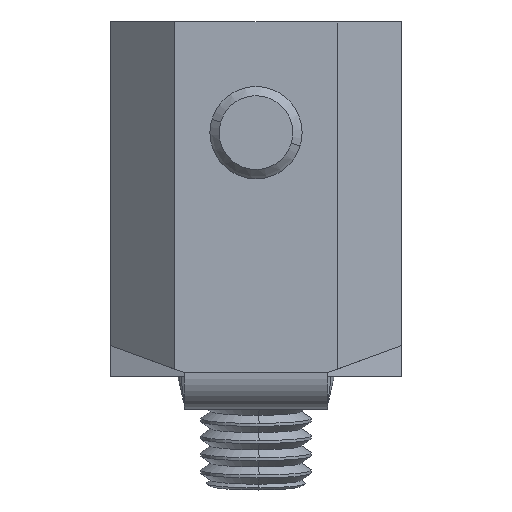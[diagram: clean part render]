
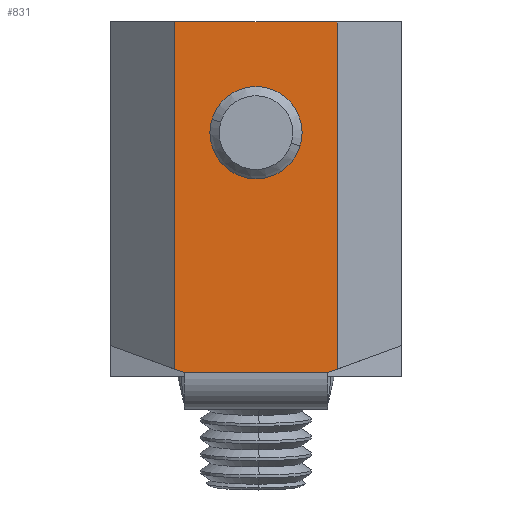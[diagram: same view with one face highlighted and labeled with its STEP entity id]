
A CAD part, front view. The second image highlights one B-rep face of the part: STEP entity #831.
In plain terms, the highlighted planar face has unit normal (0, -1, 0).
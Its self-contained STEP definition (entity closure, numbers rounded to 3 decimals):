
#65 = VECTOR ( 'NONE', #1283, 1000. ) ;
#518 = DIRECTION ( 'NONE',  ( 0., 0., 1. ) ) ;
#532 = CARTESIAN_POINT ( 'NONE',  ( 3.9, 0., 21. ) ) ;
#805 = CARTESIAN_POINT ( 'NONE',  ( 0., 0., 15. ) ) ;
#831 = ADVANCED_FACE ( 'NONE', ( #1382, #1511 ), #3137, .F. ) ;
#1002 = AXIS2_PLACEMENT_3D ( 'NONE', #1746, #4768, #2175 ) ;
#1187 = ORIENTED_EDGE ( 'NONE', *, *, #4666, .F. ) ;
#1205 = LINE ( 'NONE', #1699, #65 ) ;
#1235 = DIRECTION ( 'NONE',  ( 0., 0., 1. ) ) ;
#1283 = DIRECTION ( 'NONE',  ( 0., 0., 1. ) ) ;
#1327 = CARTESIAN_POINT ( 'NONE',  ( -3.9, 0., 2. ) ) ;
#1342 = CARTESIAN_POINT ( 'NONE',  ( 7.9, 0., 3.456 ) ) ;
#1382 = FACE_BOUND ( 'NONE', #3758, .T. ) ;
#1511 = FACE_OUTER_BOUND ( 'NONE', #1709, .T. ) ;
#1537 = LINE ( 'NONE', #1838, #1675 ) ;
#1539 = LINE ( 'NONE', #3610, #1952 ) ;
#1573 = CARTESIAN_POINT ( 'NONE',  ( -7.9, 0., 3.456 ) ) ;
#1675 = VECTOR ( 'NONE', #4438, 1000. ) ;
#1699 = CARTESIAN_POINT ( 'NONE',  ( 4.4, 0., 2. ) ) ;
#1709 = EDGE_LOOP ( 'NONE', ( #1187, #3781, #3894, #3902, #2928, #2879 ) ) ;
#1746 = CARTESIAN_POINT ( 'NONE',  ( 0., 0., 15. ) ) ;
#1832 = DIRECTION ( 'NONE',  ( 0., 1., 0. ) ) ;
#1838 = CARTESIAN_POINT ( 'NONE',  ( 3.9, 0., 21. ) ) ;
#1952 = VECTOR ( 'NONE', #2731, 1000. ) ;
#2171 = EDGE_CURVE ( 'NONE', #3294, #3178, #5293, .T. ) ;
#2175 = DIRECTION ( 'NONE',  ( 0., 0., 1. ) ) ;
#2274 = VERTEX_POINT ( 'NONE', #4856 ) ;
#2286 = VECTOR ( 'NONE', #3333, 1000. ) ;
#2475 = VERTEX_POINT ( 'NONE', #1327 ) ;
#2531 = AXIS2_PLACEMENT_3D ( 'NONE', #532, #1832, #4863 ) ;
#2592 = ORIENTED_EDGE ( 'NONE', *, *, #5071, .T. ) ;
#2710 = CARTESIAN_POINT ( 'NONE',  ( 0., 0., 12.5 ) ) ;
#2731 = DIRECTION ( 'NONE',  ( -1., 0., 0. ) ) ;
#2770 = VERTEX_POINT ( 'NONE', #4137 ) ;
#2830 = VECTOR ( 'NONE', #518, 1000. ) ;
#2879 = ORIENTED_EDGE ( 'NONE', *, *, #4697, .T. ) ;
#2928 = ORIENTED_EDGE ( 'NONE', *, *, #3956, .T. ) ;
#3053 = DIRECTION ( 'NONE',  ( 0.94, 0., 0.342 ) ) ;
#3073 = CARTESIAN_POINT ( 'NONE',  ( -4.4, 0., 2.182 ) ) ;
#3115 = CARTESIAN_POINT ( 'NONE',  ( 3.9, 0., 2. ) ) ;
#3116 = VECTOR ( 'NONE', #3053, 1000. ) ;
#3137 = PLANE ( 'NONE',  #2531 ) ;
#3178 = VERTEX_POINT ( 'NONE', #3441 ) ;
#3227 = VERTEX_POINT ( 'NONE', #3461 ) ;
#3244 = VERTEX_POINT ( 'NONE', #3115 ) ;
#3294 = VERTEX_POINT ( 'NONE', #2710 ) ;
#3333 = DIRECTION ( 'NONE',  ( 0.94, 0., -0.342 ) ) ;
#3441 = CARTESIAN_POINT ( 'NONE',  ( 0., 0., 17.5 ) ) ;
#3461 = CARTESIAN_POINT ( 'NONE',  ( -4.4, 0., 21. ) ) ;
#3523 = LINE ( 'NONE', #1342, #3116 ) ;
#3553 = CARTESIAN_POINT ( 'NONE',  ( -4.4, 0., 2. ) ) ;
#3610 = CARTESIAN_POINT ( 'NONE',  ( 3.9, 0., 2. ) ) ;
#3651 = CIRCLE ( 'NONE', #3719, 2.5 ) ;
#3719 = AXIS2_PLACEMENT_3D ( 'NONE', #805, #3839, #1235 ) ;
#3758 = EDGE_LOOP ( 'NONE', ( #2592, #4578 ) ) ;
#3781 = ORIENTED_EDGE ( 'NONE', *, *, #4277, .T. ) ;
#3839 = DIRECTION ( 'NONE',  ( 0., 1., 0. ) ) ;
#3894 = ORIENTED_EDGE ( 'NONE', *, *, #4166, .F. ) ;
#3902 = ORIENTED_EDGE ( 'NONE', *, *, #4067, .T. ) ;
#3956 = EDGE_CURVE ( 'NONE', #2274, #2770, #1205, .T. ) ;
#4040 = VERTEX_POINT ( 'NONE', #3073 ) ;
#4067 = EDGE_CURVE ( 'NONE', #3244, #2274, #3523, .T. ) ;
#4137 = CARTESIAN_POINT ( 'NONE',  ( 4.4, 0., 21. ) ) ;
#4166 = EDGE_CURVE ( 'NONE', #3244, #2475, #1539, .T. ) ;
#4277 = EDGE_CURVE ( 'NONE', #4040, #2475, #5478, .T. ) ;
#4438 = DIRECTION ( 'NONE',  ( -1., 0., 0. ) ) ;
#4578 = ORIENTED_EDGE ( 'NONE', *, *, #2171, .T. ) ;
#4666 = EDGE_CURVE ( 'NONE', #4040, #3227, #5138, .T. ) ;
#4697 = EDGE_CURVE ( 'NONE', #2770, #3227, #1537, .T. ) ;
#4768 = DIRECTION ( 'NONE',  ( 0., 1., 0. ) ) ;
#4856 = CARTESIAN_POINT ( 'NONE',  ( 4.4, 0., 2.182 ) ) ;
#4863 = DIRECTION ( 'NONE',  ( 0., 0., 1. ) ) ;
#5071 = EDGE_CURVE ( 'NONE', #3178, #3294, #3651, .T. ) ;
#5138 = LINE ( 'NONE', #3553, #2830 ) ;
#5293 = CIRCLE ( 'NONE', #1002, 2.5 ) ;
#5478 = LINE ( 'NONE', #1573, #2286 ) ;
